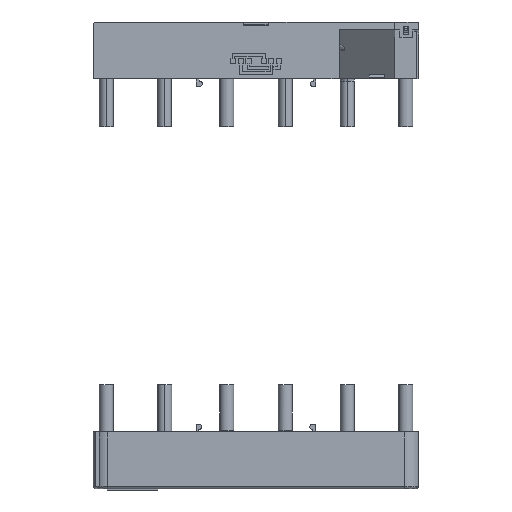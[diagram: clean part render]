
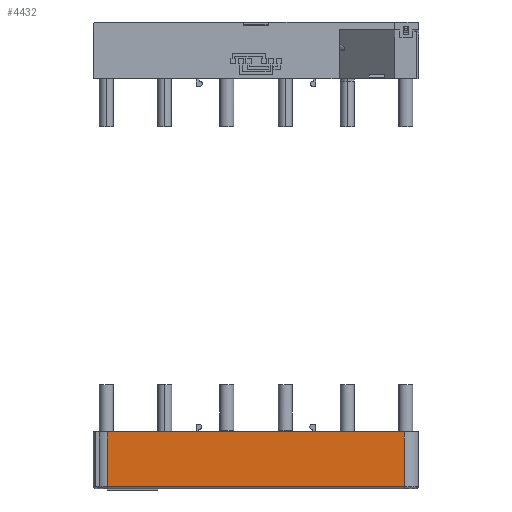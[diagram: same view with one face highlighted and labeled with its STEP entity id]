
A CAD part, front view. The second image highlights one B-rep face of the part: STEP entity #4432.
In plain terms, the highlighted planar face has unit normal (0, -1, 0).
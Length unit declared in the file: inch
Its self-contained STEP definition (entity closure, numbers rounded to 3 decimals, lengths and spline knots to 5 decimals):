
#711 = FACE_OUTER_BOUND ( 'NONE', #3751, .T. ) ;
#791 = VERTEX_POINT ( 'NONE', #8392 ) ;
#1362 = ORIENTED_EDGE ( 'NONE', *, *, #5999, .F. ) ;
#1726 = LINE ( 'NONE', #5783, #4220 ) ;
#1741 = DIRECTION ( 'NONE',  ( 0., 0., 1. ) ) ;
#2129 = ORIENTED_EDGE ( 'NONE', *, *, #3947, .F. ) ;
#2872 = DIRECTION ( 'NONE',  ( 1., 0., 0. ) ) ;
#3248 = VECTOR ( 'NONE', #11682, 39.37008 ) ;
#3483 = ORIENTED_EDGE ( 'NONE', *, *, #10362, .F. ) ;
#3522 = CARTESIAN_POINT ( 'NONE',  ( 2.29921, -0.37008, 0.03937 ) ) ;
#3751 = EDGE_LOOP ( 'NONE', ( #2129, #3483, #1362, #4024 ) ) ;
#3947 = EDGE_CURVE ( 'NONE', #5967, #4912, #1726, .T. ) ;
#4005 = DIRECTION ( 'NONE',  ( 0., 0., 1. ) ) ;
#4024 = ORIENTED_EDGE ( 'NONE', *, *, #8601, .F. ) ;
#4220 = VECTOR ( 'NONE', #9628, 39.37008 ) ;
#4432 = ADVANCED_FACE ( 'NONE', ( #711 ), #4624, .F. ) ;
#4624 = PLANE ( 'NONE',  #7088 ) ;
#4780 = LINE ( 'NONE', #8753, #9786 ) ;
#4900 = CARTESIAN_POINT ( 'NONE',  ( 2.29921, -0.37008, 0.87795 ) ) ;
#4912 = VERTEX_POINT ( 'NONE', #7572 ) ;
#5783 = CARTESIAN_POINT ( 'NONE',  ( -2.51575, -0.37008, 0.03937 ) ) ;
#5967 = VERTEX_POINT ( 'NONE', #3522 ) ;
#5999 = EDGE_CURVE ( 'NONE', #791, #6538, #4780, .T. ) ;
#6538 = VERTEX_POINT ( 'NONE', #8708 ) ;
#7088 = AXIS2_PLACEMENT_3D ( 'NONE', #10527, #9316, #1741 ) ;
#7512 = VECTOR ( 'NONE', #4005, 39.37008 ) ;
#7572 = CARTESIAN_POINT ( 'NONE',  ( -2.29921, -0.37008, 0.03937 ) ) ;
#7643 = LINE ( 'NONE', #4900, #3248 ) ;
#8340 = CARTESIAN_POINT ( 'NONE',  ( -2.29921, -0.37008, 0.87795 ) ) ;
#8392 = CARTESIAN_POINT ( 'NONE',  ( -2.29921, -0.37008, 0.87795 ) ) ;
#8601 = EDGE_CURVE ( 'NONE', #4912, #791, #10222, .T. ) ;
#8708 = CARTESIAN_POINT ( 'NONE',  ( 2.29921, -0.37008, 0.87795 ) ) ;
#8753 = CARTESIAN_POINT ( 'NONE',  ( 2.28179, -0.37008, 0.87795 ) ) ;
#9316 = DIRECTION ( 'NONE',  ( 0., 1., 0. ) ) ;
#9628 = DIRECTION ( 'NONE',  ( -1., 0., 0. ) ) ;
#9786 = VECTOR ( 'NONE', #2872, 39.37008 ) ;
#10222 = LINE ( 'NONE', #8340, #7512 ) ;
#10362 = EDGE_CURVE ( 'NONE', #6538, #5967, #7643, .T. ) ;
#10527 = CARTESIAN_POINT ( 'NONE',  ( -2.51575, -0.37008, 0.87795 ) ) ;
#11682 = DIRECTION ( 'NONE',  ( 0., 0., -1. ) ) ;
